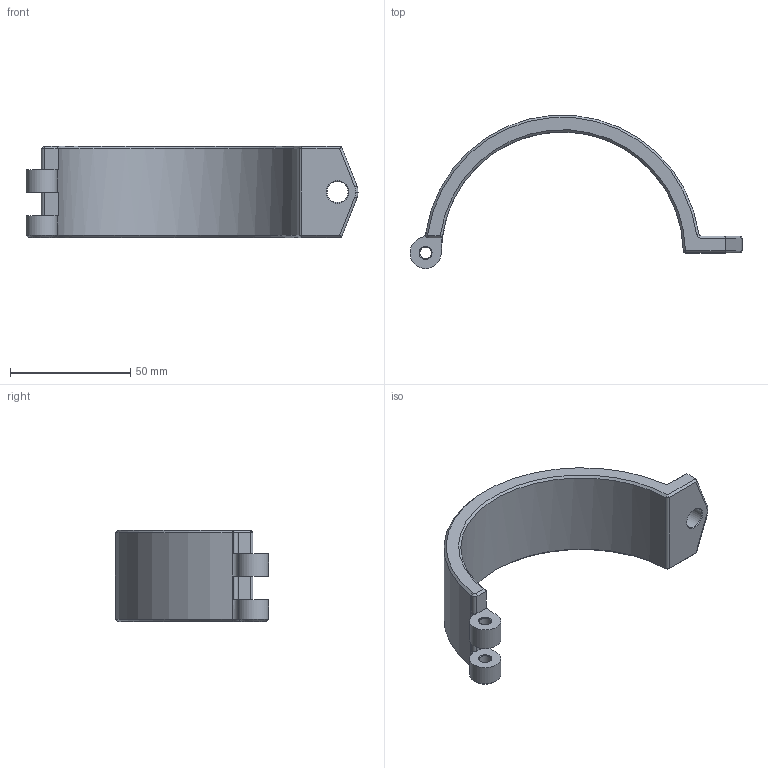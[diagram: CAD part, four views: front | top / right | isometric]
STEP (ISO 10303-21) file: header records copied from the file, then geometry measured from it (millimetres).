
FILE_DESCRIPTION(('FreeCAD Model'),'2;1');
FILE_NAME('Open CASCADE Shape Model','2025-03-16T22:05:05',(''),(''), 'Open CASCADE STEP processor 7.8','FreeCAD','Unknown');
FILE_SCHEMA(('AUTOMOTIVE_DESIGN { 1 0 10303 214 1 1 1 1 }'));
Length unit declared in the file: millimetre
Products named in the file (1): bd-normal
Bounding box: 138.27 x 63.75 x 38 mm (x, y, z)
Volume: 48752.3 mm3; surface area: 17380.7 mm2
Topology: 1 solids, 1 shells, 55 faces, 133 edges, 80 vertices
Faces by surface type: cylinder 18, cone 17, plane 16, torus 4
Full cylindrical faces by diameter (mm): 4.85 x2, 8.8 x1
Entity records: 3452 total; most frequent: CARTESIAN_POINT 682, DIRECTION 555, LINE 277, VECTOR 277, ORIENTED_EDGE 266, PCURVE 266, DEFINITIONAL_REPRESENTATION 266, EDGE_CURVE 133
